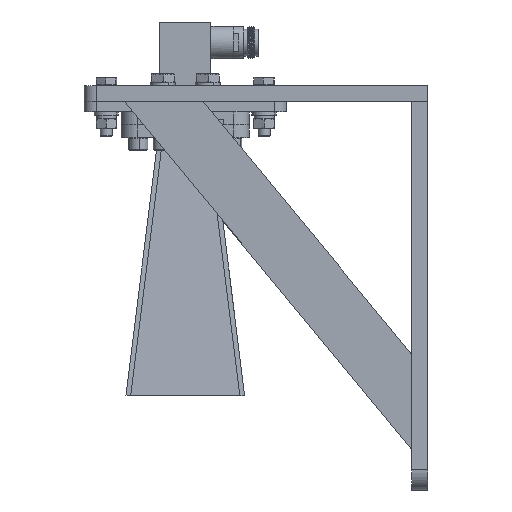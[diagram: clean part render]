
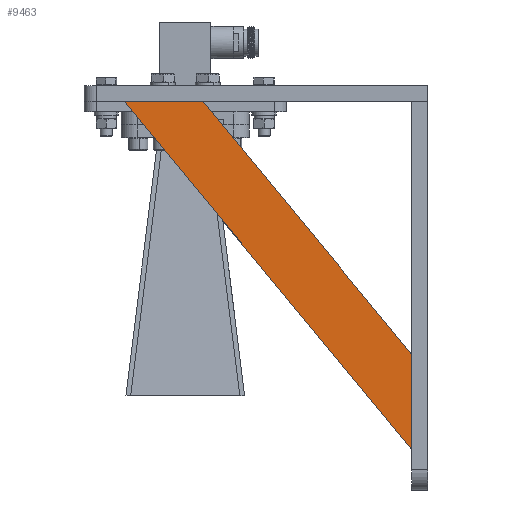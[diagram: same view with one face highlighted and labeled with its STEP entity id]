
A CAD part, left-side view. The second image highlights one B-rep face of the part: STEP entity #9463.
In plain terms, the highlighted planar face has unit normal (-1, 0, 0).
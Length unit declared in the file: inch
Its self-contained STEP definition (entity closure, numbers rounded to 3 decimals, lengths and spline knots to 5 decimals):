
#466 = VECTOR ( 'NONE', #16827, 39.37008 ) ;
#1439 = CARTESIAN_POINT ( 'NONE',  ( -3.14961, 5.9083, -0.31496 ) ) ;
#1794 = CARTESIAN_POINT ( 'NONE',  ( -3.14961, 0.31496, -7.08227 ) ) ;
#2322 = ORIENTED_EDGE ( 'NONE', *, *, #15802, .F. ) ;
#2741 = DIRECTION ( 'NONE',  ( -1., 0., 0. ) ) ;
#2951 = CARTESIAN_POINT ( 'NONE',  ( -3.14961, 0., 0. ) ) ;
#3449 = EDGE_LOOP ( 'NONE', ( #2322, #13295, #18106, #10552 ) ) ;
#3648 = EDGE_CURVE ( 'NONE', #18514, #7891, #11973, .T. ) ;
#4220 = PLANE ( 'NONE',  #15153 ) ;
#4922 = LINE ( 'NONE', #1439, #19219 ) ;
#5120 = VERTEX_POINT ( 'NONE', #9393 ) ;
#6006 = VECTOR ( 'NONE', #20667, 39.37008 ) ;
#6183 = CARTESIAN_POINT ( 'NONE',  ( -3.14961, 4.37598, -0.31496 ) ) ;
#7342 = VERTEX_POINT ( 'NONE', #15412 ) ;
#7891 = VERTEX_POINT ( 'NONE', #1794 ) ;
#8655 = EDGE_CURVE ( 'NONE', #5120, #18514, #13708, .T. ) ;
#9393 = CARTESIAN_POINT ( 'NONE',  ( -3.14961, 4.37598, -0.31496 ) ) ;
#9463 = ADVANCED_FACE ( 'NONE', ( #15519 ), #4220, .T. ) ;
#9465 = VECTOR ( 'NONE', #13877, 39.37008 ) ;
#10515 = CARTESIAN_POINT ( 'NONE',  ( -3.14961, 0.31496, -7.08227 ) ) ;
#10552 = ORIENTED_EDGE ( 'NONE', *, *, #8655, .F. ) ;
#11973 = LINE ( 'NONE', #18412, #466 ) ;
#12417 = EDGE_CURVE ( 'NONE', #7891, #7342, #20113, .T. ) ;
#12473 = DIRECTION ( 'NONE',  ( 0., 0., 1. ) ) ;
#13295 = ORIENTED_EDGE ( 'NONE', *, *, #12417, .F. ) ;
#13708 = LINE ( 'NONE', #6183, #6006 ) ;
#13877 = DIRECTION ( 'NONE',  ( 0., 0.637, 0.771 ) ) ;
#14225 = CARTESIAN_POINT ( 'NONE',  ( -3.14961, 0.31496, -5.22835 ) ) ;
#15153 = AXIS2_PLACEMENT_3D ( 'NONE', #2951, #2741, #12473 ) ;
#15412 = CARTESIAN_POINT ( 'NONE',  ( -3.14961, 5.9083, -0.31496 ) ) ;
#15519 = FACE_OUTER_BOUND ( 'NONE', #3449, .T. ) ;
#15802 = EDGE_CURVE ( 'NONE', #7342, #5120, #4922, .T. ) ;
#16011 = DIRECTION ( 'NONE',  ( 0., -1., 0. ) ) ;
#16827 = DIRECTION ( 'NONE',  ( 0., 0., -1. ) ) ;
#18106 = ORIENTED_EDGE ( 'NONE', *, *, #3648, .F. ) ;
#18412 = CARTESIAN_POINT ( 'NONE',  ( -3.14961, 0.31496, -5.22835 ) ) ;
#18514 = VERTEX_POINT ( 'NONE', #14225 ) ;
#19219 = VECTOR ( 'NONE', #16011, 39.37008 ) ;
#20113 = LINE ( 'NONE', #10515, #9465 ) ;
#20667 = DIRECTION ( 'NONE',  ( 0., -0.637, -0.771 ) ) ;
